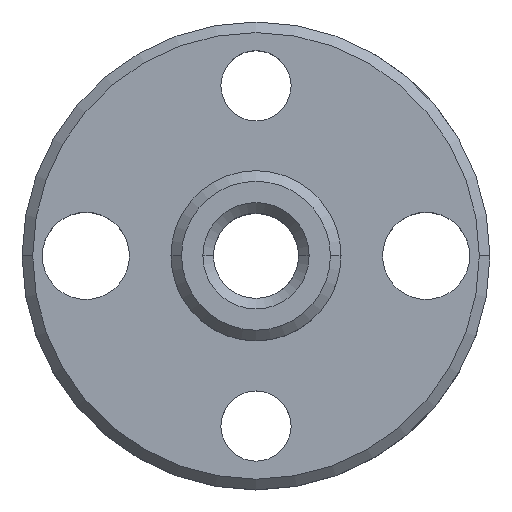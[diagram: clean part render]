
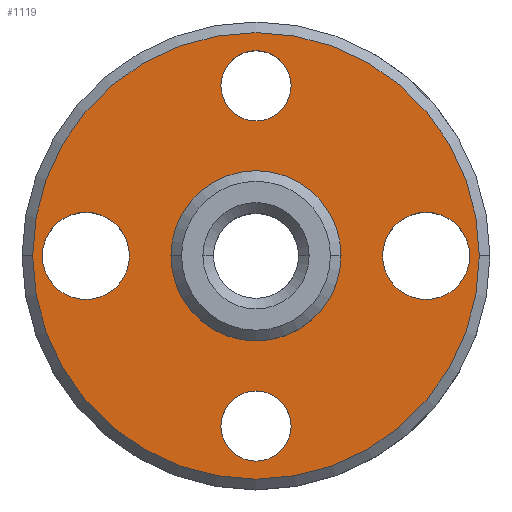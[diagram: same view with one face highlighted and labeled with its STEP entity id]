
A CAD part, top view. The second image highlights one B-rep face of the part: STEP entity #1119.
In plain terms, the highlighted planar face has unit normal (0, 0, 1).
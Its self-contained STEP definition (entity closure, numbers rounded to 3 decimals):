
#16 = CARTESIAN_POINT ( 'NONE',  ( 1.65, 8., 5. ) ) ;
#21 = CIRCLE ( 'NONE', #955, 10.5 ) ;
#23 = VERTEX_POINT ( 'NONE', #275 ) ;
#30 = EDGE_CURVE ( 'NONE', #99, #64, #322, .T. ) ;
#37 = VERTEX_POINT ( 'NONE', #901 ) ;
#44 = ORIENTED_EDGE ( 'NONE', *, *, #202, .F. ) ;
#45 = AXIS2_PLACEMENT_3D ( 'NONE', #734, #165, #818 ) ;
#61 = EDGE_CURVE ( 'NONE', #661, #939, #574, .T. ) ;
#64 = VERTEX_POINT ( 'NONE', #907 ) ;
#82 = EDGE_CURVE ( 'NONE', #37, #230, #260, .T. ) ;
#99 = VERTEX_POINT ( 'NONE', #701 ) ;
#123 = EDGE_CURVE ( 'NONE', #439, #624, #1013, .T. ) ;
#149 = CARTESIAN_POINT ( 'NONE',  ( 0., 0., 5. ) ) ;
#160 = EDGE_LOOP ( 'NONE', ( #44, #470 ) ) ;
#163 = DIRECTION ( 'NONE',  ( 0., 0., 1. ) ) ;
#165 = DIRECTION ( 'NONE',  ( 0., 0., 1. ) ) ;
#185 = EDGE_CURVE ( 'NONE', #427, #897, #933, .T. ) ;
#193 = EDGE_CURVE ( 'NONE', #995, #23, #201, .T. ) ;
#201 = CIRCLE ( 'NONE', #580, 1.65 ) ;
#202 = EDGE_CURVE ( 'NONE', #64, #99, #465, .T. ) ;
#205 = EDGE_CURVE ( 'NONE', #939, #661, #300, .T. ) ;
#210 = CARTESIAN_POINT ( 'NONE',  ( -10.5, 0., 5. ) ) ;
#212 = EDGE_CURVE ( 'NONE', #230, #37, #699, .T. ) ;
#230 = VERTEX_POINT ( 'NONE', #735 ) ;
#231 = ORIENTED_EDGE ( 'NONE', *, *, #61, .F. ) ;
#234 = CARTESIAN_POINT ( 'NONE',  ( 5.95, 0., 5. ) ) ;
#235 = DIRECTION ( 'NONE',  ( 0., 0., 1. ) ) ;
#236 = EDGE_CURVE ( 'NONE', #624, #439, #432, .T. ) ;
#248 = FACE_BOUND ( 'NONE', #160, .T. ) ;
#252 = CARTESIAN_POINT ( 'NONE',  ( 0., 8., 5. ) ) ;
#254 = CIRCLE ( 'NONE', #344, 1.65 ) ;
#260 = CIRCLE ( 'NONE', #683, 2.05 ) ;
#271 = CARTESIAN_POINT ( 'NONE',  ( 0., 8., 5. ) ) ;
#275 = CARTESIAN_POINT ( 'NONE',  ( -1.65, 8., 5. ) ) ;
#284 = FACE_BOUND ( 'NONE', #940, .T. ) ;
#294 = CARTESIAN_POINT ( 'NONE',  ( 0., 0., 5. ) ) ;
#300 = CIRCLE ( 'NONE', #570, 2.05 ) ;
#314 = CARTESIAN_POINT ( 'NONE',  ( 0., 0., 5. ) ) ;
#322 = CIRCLE ( 'NONE', #45, 1.65 ) ;
#329 = EDGE_CURVE ( 'NONE', #23, #995, #254, .T. ) ;
#341 = DIRECTION ( 'NONE',  ( 1., 0., 0. ) ) ;
#344 = AXIS2_PLACEMENT_3D ( 'NONE', #252, #878, #341 ) ;
#351 = PLANE ( 'NONE',  #1061 ) ;
#359 = DIRECTION ( 'NONE',  ( 1., 0., 0. ) ) ;
#363 = CARTESIAN_POINT ( 'NONE',  ( -8., 0., 5. ) ) ;
#368 = CARTESIAN_POINT ( 'NONE',  ( 0., 0., 5. ) ) ;
#382 = DIRECTION ( 'NONE',  ( 1., 0., 0. ) ) ;
#394 = ORIENTED_EDGE ( 'NONE', *, *, #329, .F. ) ;
#405 = DIRECTION ( 'NONE',  ( 1., 0., 0. ) ) ;
#421 = CARTESIAN_POINT ( 'NONE',  ( -4., 0., 5. ) ) ;
#427 = VERTEX_POINT ( 'NONE', #210 ) ;
#431 = CARTESIAN_POINT ( 'NONE',  ( -8., 0., 5. ) ) ;
#432 = CIRCLE ( 'NONE', #531, 4. ) ;
#439 = VERTEX_POINT ( 'NONE', #947 ) ;
#449 = ORIENTED_EDGE ( 'NONE', *, *, #205, .F. ) ;
#451 = DIRECTION ( 'NONE',  ( 1., 0., 0. ) ) ;
#465 = CIRCLE ( 'NONE', #585, 1.65 ) ;
#467 = DIRECTION ( 'NONE',  ( 1., 0., 0. ) ) ;
#469 = DIRECTION ( 'NONE',  ( 1., 0., 0. ) ) ;
#470 = ORIENTED_EDGE ( 'NONE', *, *, #30, .F. ) ;
#475 = FACE_BOUND ( 'NONE', #654, .T. ) ;
#531 = AXIS2_PLACEMENT_3D ( 'NONE', #368, #997, #469 ) ;
#534 = DIRECTION ( 'NONE',  ( 1., 0., 0. ) ) ;
#550 = ORIENTED_EDGE ( 'NONE', *, *, #193, .F. ) ;
#551 = AXIS2_PLACEMENT_3D ( 'NONE', #363, #994, #467 ) ;
#558 = CARTESIAN_POINT ( 'NONE',  ( 0., -8., 5. ) ) ;
#570 = AXIS2_PLACEMENT_3D ( 'NONE', #732, #163, #815 ) ;
#574 = CIRCLE ( 'NONE', #836, 2.05 ) ;
#576 = CARTESIAN_POINT ( 'NONE',  ( 0., 0., 5. ) ) ;
#580 = AXIS2_PLACEMENT_3D ( 'NONE', #271, #894, #359 ) ;
#585 = AXIS2_PLACEMENT_3D ( 'NONE', #558, #1159, #635 ) ;
#604 = AXIS2_PLACEMENT_3D ( 'NONE', #294, #918, #382 ) ;
#615 = AXIS2_PLACEMENT_3D ( 'NONE', #576, #1175, #652 ) ;
#624 = VERTEX_POINT ( 'NONE', #421 ) ;
#635 = DIRECTION ( 'NONE',  ( 1., 0., 0. ) ) ;
#652 = DIRECTION ( 'NONE',  ( 1., 0., 0. ) ) ;
#654 = EDGE_LOOP ( 'NONE', ( #550, #394 ) ) ;
#661 = VERTEX_POINT ( 'NONE', #234 ) ;
#666 = CARTESIAN_POINT ( 'NONE',  ( 10.05, 0., 5. ) ) ;
#683 = AXIS2_PLACEMENT_3D ( 'NONE', #431, #1041, #534 ) ;
#685 = EDGE_LOOP ( 'NONE', ( #807, #926 ) ) ;
#694 = EDGE_LOOP ( 'NONE', ( #790, #860 ) ) ;
#699 = CIRCLE ( 'NONE', #551, 2.05 ) ;
#701 = CARTESIAN_POINT ( 'NONE',  ( -1.65, -8., 5. ) ) ;
#710 = FACE_BOUND ( 'NONE', #1005, .T. ) ;
#732 = CARTESIAN_POINT ( 'NONE',  ( 8., 0., 5. ) ) ;
#734 = CARTESIAN_POINT ( 'NONE',  ( 0., -8., 5. ) ) ;
#735 = CARTESIAN_POINT ( 'NONE',  ( -5.95, 0., 5. ) ) ;
#788 = CARTESIAN_POINT ( 'NONE',  ( 8., 0., 5. ) ) ;
#790 = ORIENTED_EDGE ( 'NONE', *, *, #185, .T. ) ;
#807 = ORIENTED_EDGE ( 'NONE', *, *, #236, .F. ) ;
#815 = DIRECTION ( 'NONE',  ( -1., 0., 0. ) ) ;
#818 = DIRECTION ( 'NONE',  ( 1., 0., 0. ) ) ;
#836 = AXIS2_PLACEMENT_3D ( 'NONE', #788, #235, #866 ) ;
#860 = ORIENTED_EDGE ( 'NONE', *, *, #1033, .T. ) ;
#866 = DIRECTION ( 'NONE',  ( -1., 0., 0. ) ) ;
#878 = DIRECTION ( 'NONE',  ( 0., 0., 1. ) ) ;
#894 = DIRECTION ( 'NONE',  ( 0., 0., 1. ) ) ;
#897 = VERTEX_POINT ( 'NONE', #1016 ) ;
#901 = CARTESIAN_POINT ( 'NONE',  ( -10.05, 0., 5. ) ) ;
#907 = CARTESIAN_POINT ( 'NONE',  ( 1.65, -8., 5. ) ) ;
#918 = DIRECTION ( 'NONE',  ( 0., 0., 1. ) ) ;
#926 = ORIENTED_EDGE ( 'NONE', *, *, #123, .F. ) ;
#933 = CIRCLE ( 'NONE', #615, 10.5 ) ;
#939 = VERTEX_POINT ( 'NONE', #666 ) ;
#940 = EDGE_LOOP ( 'NONE', ( #1017, #1037 ) ) ;
#944 = DIRECTION ( 'NONE',  ( 0., 0., 1. ) ) ;
#945 = FACE_OUTER_BOUND ( 'NONE', #694, .T. ) ;
#947 = CARTESIAN_POINT ( 'NONE',  ( 4., 0., 5. ) ) ;
#955 = AXIS2_PLACEMENT_3D ( 'NONE', #314, #944, #405 ) ;
#984 = DIRECTION ( 'NONE',  ( 0., 0., 1. ) ) ;
#994 = DIRECTION ( 'NONE',  ( 0., 0., 1. ) ) ;
#995 = VERTEX_POINT ( 'NONE', #16 ) ;
#997 = DIRECTION ( 'NONE',  ( 0., 0., 1. ) ) ;
#1005 = EDGE_LOOP ( 'NONE', ( #449, #231 ) ) ;
#1013 = CIRCLE ( 'NONE', #604, 4. ) ;
#1016 = CARTESIAN_POINT ( 'NONE',  ( 10.5, 0., 5. ) ) ;
#1017 = ORIENTED_EDGE ( 'NONE', *, *, #212, .F. ) ;
#1033 = EDGE_CURVE ( 'NONE', #897, #427, #21, .T. ) ;
#1037 = ORIENTED_EDGE ( 'NONE', *, *, #82, .F. ) ;
#1041 = DIRECTION ( 'NONE',  ( 0., 0., 1. ) ) ;
#1061 = AXIS2_PLACEMENT_3D ( 'NONE', #149, #984, #451 ) ;
#1119 = ADVANCED_FACE ( 'NONE', ( #945, #475, #248, #710, #284, #1169 ), #351, .T. ) ;
#1159 = DIRECTION ( 'NONE',  ( 0., 0., 1. ) ) ;
#1169 = FACE_BOUND ( 'NONE', #685, .T. ) ;
#1175 = DIRECTION ( 'NONE',  ( 0., 0., 1. ) ) ;
